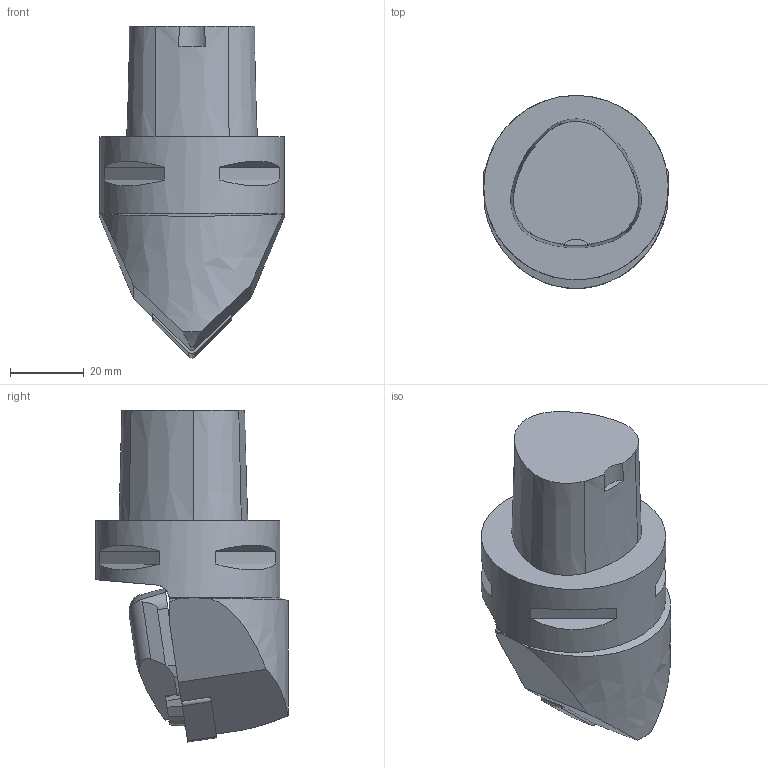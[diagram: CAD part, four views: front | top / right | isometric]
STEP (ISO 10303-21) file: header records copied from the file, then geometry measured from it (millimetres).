
FILE_DESCRIPTION(/* description */ ('3-D model version:1'),/* implementation_level */ '2;1');
FILE_NAME(/* name */ 'C5-CSDNN-00060-15-4',/* time_stamp */ '2011-11-16T22:01:04+01:00',/* author */ ('CappDp'),/* organization */ ('AB Sandvik Coromant'),/* preprocessor_version */ 'ST-DEVELOPER v11',/* originating_system */ 'SIEMENS UGS NX 6.0',/* authorisation */ '');
FILE_SCHEMA (('AP203_CONFIGURATION_CONTROLLED_3D_DESIGN_OF_MECHANICAL_PARTS_AND_ASSEMBLIES_MIM_LF'));
Length unit declared in the file: millimetre
Products named in the file (1): 7253_2_3D
Bounding box: 50.4 x 52.3 x 90 mm (x, y, z)
Volume: 100614.5 mm3; surface area: 15954.4 mm2
Topology: 2 solids, 2 shells, 86 faces, 232 edges, 154 vertices
Faces by surface type: plane 56, cylinder 17, cone 10, extrusion 3
Full cylindrical faces by diameter (mm): 50 x1
Entity records: 2899 total; most frequent: CARTESIAN_POINT 630, ORIENTED_EDGE 460, DIRECTION 436, EDGE_CURVE 230, VERTEX_POINT 153, AXIS2_PLACEMENT_3D 147, VECTOR 142, LINE 139
